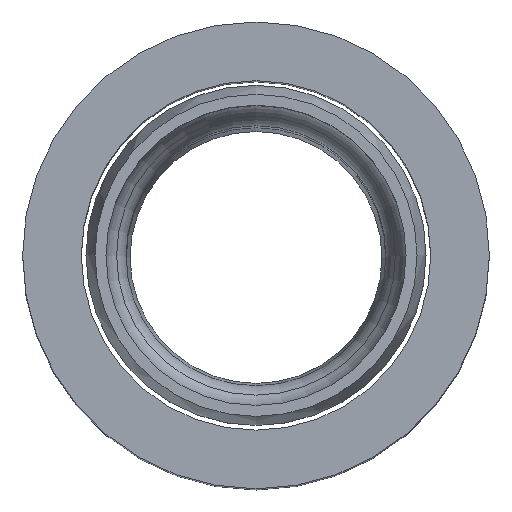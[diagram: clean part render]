
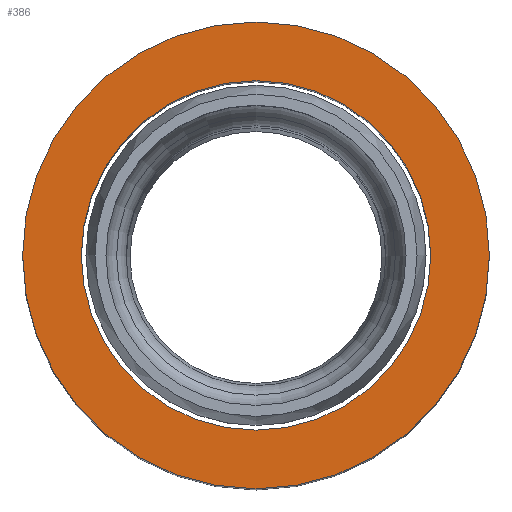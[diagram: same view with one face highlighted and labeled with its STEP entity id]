
A CAD part, top view. The second image highlights one B-rep face of the part: STEP entity #386.
In plain terms, the highlighted planar face has unit normal (0, 0, 1).
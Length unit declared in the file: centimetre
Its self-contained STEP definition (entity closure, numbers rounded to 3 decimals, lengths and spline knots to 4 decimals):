
#37=FACE_BOUND('',#72,.T.);
#41=PLANE('',#417);
#46=FACE_OUTER_BOUND('',#71,.T.);
#71=EDGE_LOOP('',(#266));
#72=EDGE_LOOP('',(#267));
#120=CIRCLE('',#416,26.2);
#121=CIRCLE('',#418,35.);
#168=VERTEX_POINT('',#640);
#169=VERTEX_POINT('',#644);
#206=EDGE_CURVE('',#168,#168,#120,.T.);
#207=EDGE_CURVE('',#169,#169,#121,.T.);
#266=ORIENTED_EDGE('',*,*,#207,.F.);
#267=ORIENTED_EDGE('',*,*,#206,.T.);
#386=ADVANCED_FACE('',(#46,#37),#41,.T.);
#416=AXIS2_PLACEMENT_3D('',#642,#492,#493);
#417=AXIS2_PLACEMENT_3D('',#643,#494,#495);
#418=AXIS2_PLACEMENT_3D('',#645,#496,#497);
#492=DIRECTION('center_axis',(0.,0.,-1.));
#493=DIRECTION('ref_axis',(1.,0.,0.));
#494=DIRECTION('center_axis',(0.,0.,1.));
#495=DIRECTION('ref_axis',(0.,-1.,0.));
#496=DIRECTION('center_axis',(0.,0.,-1.));
#497=DIRECTION('ref_axis',(1.,0.,0.));
#640=CARTESIAN_POINT('',(-26.2,0.,175.));
#642=CARTESIAN_POINT('Origin',(0.,0.,175.));
#643=CARTESIAN_POINT('Origin',(35.,0.,175.));
#644=CARTESIAN_POINT('',(-35.,0.,175.));
#645=CARTESIAN_POINT('Origin',(0.,0.,175.));
